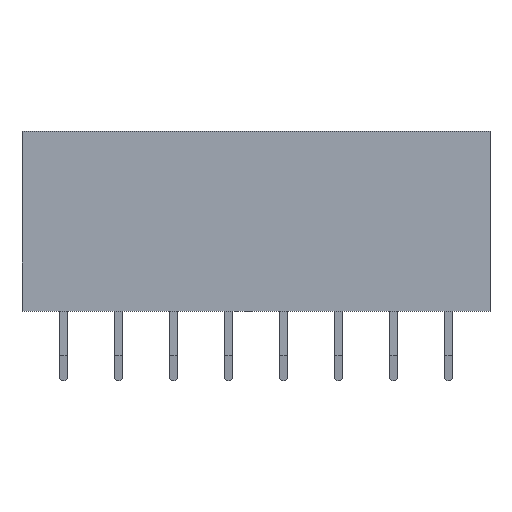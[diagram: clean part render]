
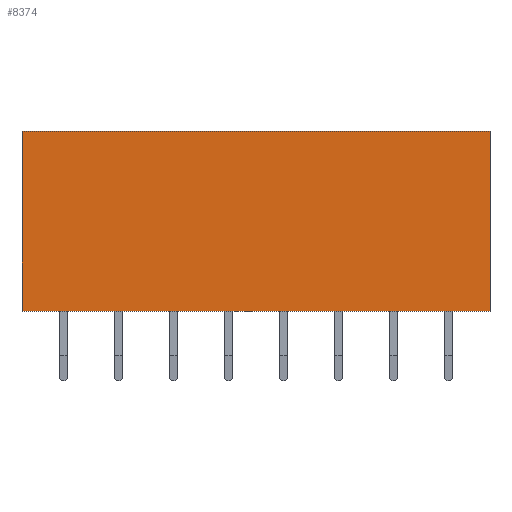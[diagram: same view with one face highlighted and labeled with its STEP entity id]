
A CAD part, top view. The second image highlights one B-rep face of the part: STEP entity #8374.
In plain terms, the highlighted face is planar.
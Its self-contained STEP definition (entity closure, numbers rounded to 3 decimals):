
#170 = VERTEX_POINT ( 'NONE', #3150 ) ;
#314 = VERTEX_POINT ( 'NONE', #9522 ) ;
#574 = DIRECTION ( 'NONE',  ( 1., 0., 0. ) ) ;
#807 = VERTEX_POINT ( 'NONE', #3588 ) ;
#861 = EDGE_LOOP ( 'NONE', ( #7434, #9722, #10080, #4712 ) ) ;
#1181 = VECTOR ( 'NONE', #8663, 1000. ) ;
#1203 = CARTESIAN_POINT ( 'NONE',  ( 1.91, -1.2, -0.8 ) ) ;
#1703 = DIRECTION ( 'NONE',  ( 0., 0., -1. ) ) ;
#1923 = LINE ( 'NONE', #7800, #6722 ) ;
#2432 = CARTESIAN_POINT ( 'NONE',  ( -19.69, -1.2, 6.7 ) ) ;
#2827 = VECTOR ( 'NONE', #9211, 1000. ) ;
#3150 = CARTESIAN_POINT ( 'NONE',  ( 1.91, -1.2, 7.5 ) ) ;
#3431 = LINE ( 'NONE', #4257, #2827 ) ;
#3588 = CARTESIAN_POINT ( 'NONE',  ( -19.69, -1.2, -0.8 ) ) ;
#4257 = CARTESIAN_POINT ( 'NONE',  ( -1.27, -1.2, -0.8 ) ) ;
#4712 = ORIENTED_EDGE ( 'NONE', *, *, #6839, .F. ) ;
#4810 = VECTOR ( 'NONE', #1703, 1000. ) ;
#5059 = DIRECTION ( 'NONE',  ( 0., 0., 1. ) ) ;
#5945 = EDGE_CURVE ( 'NONE', #8701, #807, #3431, .T. ) ;
#6096 = EDGE_CURVE ( 'NONE', #314, #170, #1923, .T. ) ;
#6722 = VECTOR ( 'NONE', #574, 1000. ) ;
#6731 = DIRECTION ( 'NONE',  ( 0., 1., 0. ) ) ;
#6839 = EDGE_CURVE ( 'NONE', #170, #8701, #10454, .T. ) ;
#7434 = ORIENTED_EDGE ( 'NONE', *, *, #6096, .F. ) ;
#7712 = CARTESIAN_POINT ( 'NONE',  ( -1.27, -1.2, 6.7 ) ) ;
#7800 = CARTESIAN_POINT ( 'NONE',  ( -1.27, -1.2, 7.5 ) ) ;
#7930 = PLANE ( 'NONE',  #9624 ) ;
#8199 = EDGE_CURVE ( 'NONE', #314, #807, #9320, .T. ) ;
#8374 = ADVANCED_FACE ( 'NONE', ( #8549 ), #7930, .F. ) ;
#8549 = FACE_OUTER_BOUND ( 'NONE', #861, .T. ) ;
#8663 = DIRECTION ( 'NONE',  ( 0., 0., -1. ) ) ;
#8701 = VERTEX_POINT ( 'NONE', #1203 ) ;
#9211 = DIRECTION ( 'NONE',  ( -1., 0., 0. ) ) ;
#9320 = LINE ( 'NONE', #2432, #4810 ) ;
#9522 = CARTESIAN_POINT ( 'NONE',  ( -19.69, -1.2, 7.5 ) ) ;
#9624 = AXIS2_PLACEMENT_3D ( 'NONE', #7712, #6731, #5059 ) ;
#9722 = ORIENTED_EDGE ( 'NONE', *, *, #8199, .T. ) ;
#10080 = ORIENTED_EDGE ( 'NONE', *, *, #5945, .F. ) ;
#10342 = CARTESIAN_POINT ( 'NONE',  ( 1.91, -1.2, 6.7 ) ) ;
#10454 = LINE ( 'NONE', #10342, #1181 ) ;
